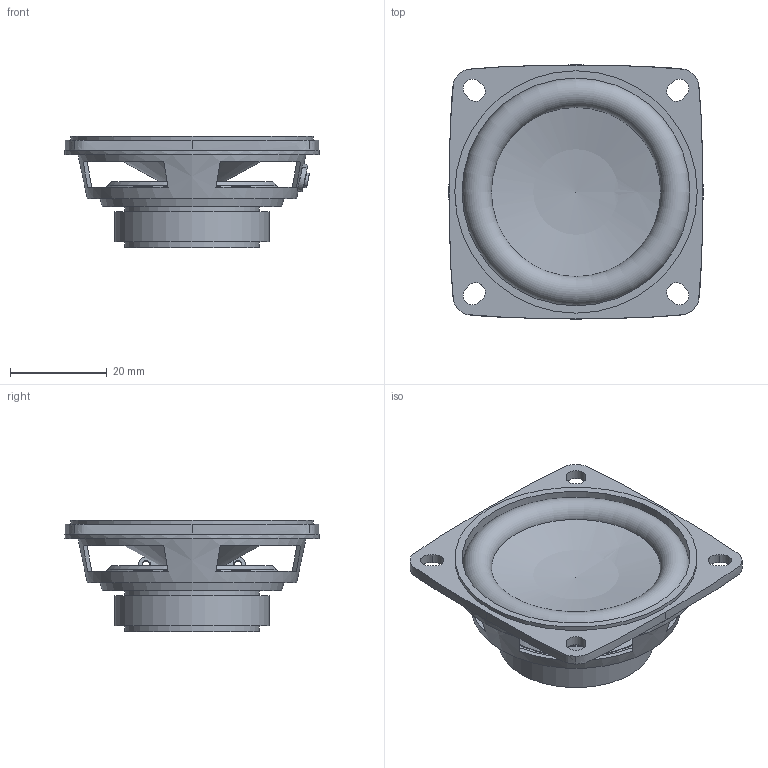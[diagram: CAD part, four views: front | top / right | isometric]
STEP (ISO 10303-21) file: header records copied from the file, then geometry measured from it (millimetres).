
FILE_DESCRIPTION( ( 'Unknown' ), '1' );
FILE_NAME( '50mm 3W china speaker .stp', 'Unknown', ( 'Unknown' ), ( 'Unknown' ), 'PSStep 16.0.42', 'Unknown', ' ' );
FILE_SCHEMA( ( 'AUTOMOTIVE_DESIGN { 1 0 10303 214 1 1 1 1 }' ) );
Length unit declared in the file: millimetre
Products named in the file (1): 1
Bounding box: 52.5 x 52.5 x 22.9 mm (x, y, z)
Volume: 14612.4 mm3; surface area: 16327.9 mm2
Topology: 1 solids, 2 shells, 100 faces, 233 edges, 150 vertices
Faces by surface type: plane 46, cylinder 31, extrusion 9, cone 9, revolution 2, torus 2, sphere 1
Full cylindrical faces by diameter (mm): 1.5 x4, 3 x2, 13.2 x2, 27.8 x2, 31.8 x1, 47 x1, 50 x1, 52.5 x1
Entity records: 3833 total; most frequent: CARTESIAN_POINT 852, DIRECTION 445, ORIENTED_EDGE 392, EDGE_CURVE 196, AXIS2_PLACEMENT_3D 195, EDGE_LOOP 162, VERTEX_POINT 143, FACE_OUTER_BOUND 118
